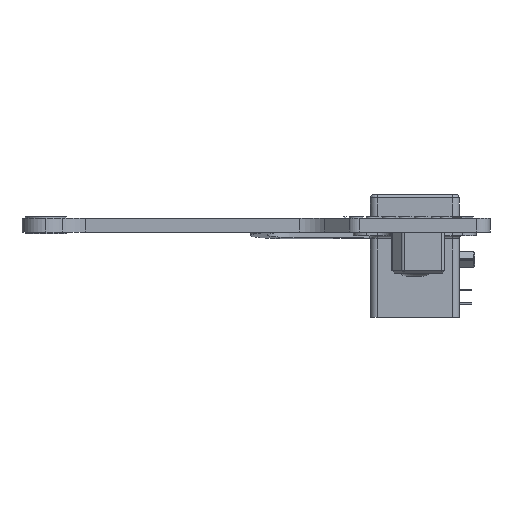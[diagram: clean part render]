
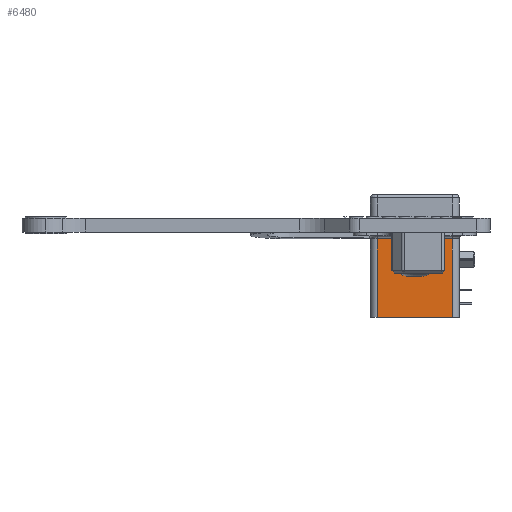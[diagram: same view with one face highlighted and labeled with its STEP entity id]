
A CAD part, left-side view. The second image highlights one B-rep face of the part: STEP entity #6480.
In plain terms, the highlighted planar face has unit normal (-1, 0, 0).
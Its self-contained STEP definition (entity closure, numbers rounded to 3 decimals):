
#1209 = EDGE_CURVE ( 'NONE', #25498, #15927, #23143, .T. ) ;
#1701 = CARTESIAN_POINT ( 'NONE',  ( 18., 7.511, -14.5 ) ) ;
#1747 = CARTESIAN_POINT ( 'NONE',  ( 18., 6.511, -3. ) ) ;
#2526 = AXIS2_PLACEMENT_3D ( 'NONE', #25396, #28021, #12323 ) ;
#5222 = VERTEX_POINT ( 'NONE', #19861 ) ;
#6480 = ADVANCED_FACE ( 'NONE', ( #21960 ), #12229, .T. ) ;
#6528 = EDGE_CURVE ( 'NONE', #15927, #5222, #14981, .T. ) ;
#8613 = DIRECTION ( 'NONE',  ( 0., 0., 1. ) ) ;
#8717 = EDGE_CURVE ( 'NONE', #20903, #25498, #18557, .T. ) ;
#11630 = EDGE_CURVE ( 'NONE', #5222, #20903, #29745, .T. ) ;
#12229 = PLANE ( 'NONE',  #2526 ) ;
#12323 = DIRECTION ( 'NONE',  ( 0., -1., 0. ) ) ;
#12607 = DIRECTION ( 'NONE',  ( 0., 0., -1. ) ) ;
#13348 = VECTOR ( 'NONE', #17802, 1000. ) ;
#13489 = CARTESIAN_POINT ( 'NONE',  ( 18., -4.489, -3. ) ) ;
#14726 = EDGE_LOOP ( 'NONE', ( #15272, #22981, #19927, #22015 ) ) ;
#14981 = LINE ( 'NONE', #1701, #13348 ) ;
#15272 = ORIENTED_EDGE ( 'NONE', *, *, #1209, .T. ) ;
#15778 = VECTOR ( 'NONE', #8613, 1000. ) ;
#15927 = VERTEX_POINT ( 'NONE', #16665 ) ;
#16665 = CARTESIAN_POINT ( 'NONE',  ( 18., 6.511, -14.5 ) ) ;
#17802 = DIRECTION ( 'NONE',  ( 0., -1., 0. ) ) ;
#18557 = LINE ( 'NONE', #34201, #24749 ) ;
#19861 = CARTESIAN_POINT ( 'NONE',  ( 18., -4.489, -14.5 ) ) ;
#19927 = ORIENTED_EDGE ( 'NONE', *, *, #11630, .T. ) ;
#20903 = VERTEX_POINT ( 'NONE', #13489 ) ;
#21960 = FACE_OUTER_BOUND ( 'NONE', #14726, .T. ) ;
#22015 = ORIENTED_EDGE ( 'NONE', *, *, #8717, .T. ) ;
#22981 = ORIENTED_EDGE ( 'NONE', *, *, #6528, .T. ) ;
#23143 = LINE ( 'NONE', #1747, #29301 ) ;
#24100 = CARTESIAN_POINT ( 'NONE',  ( 18., 6.511, -3. ) ) ;
#24422 = CARTESIAN_POINT ( 'NONE',  ( 18., -4.489, -3. ) ) ;
#24749 = VECTOR ( 'NONE', #31665, 1000. ) ;
#25396 = CARTESIAN_POINT ( 'NONE',  ( 18., 6.511, -3. ) ) ;
#25498 = VERTEX_POINT ( 'NONE', #24100 ) ;
#28021 = DIRECTION ( 'NONE',  ( -1., 0., 0. ) ) ;
#29301 = VECTOR ( 'NONE', #12607, 1000. ) ;
#29745 = LINE ( 'NONE', #24422, #15778 ) ;
#31665 = DIRECTION ( 'NONE',  ( 0., 1., 0. ) ) ;
#34201 = CARTESIAN_POINT ( 'NONE',  ( 18., 6.511, -3. ) ) ;
